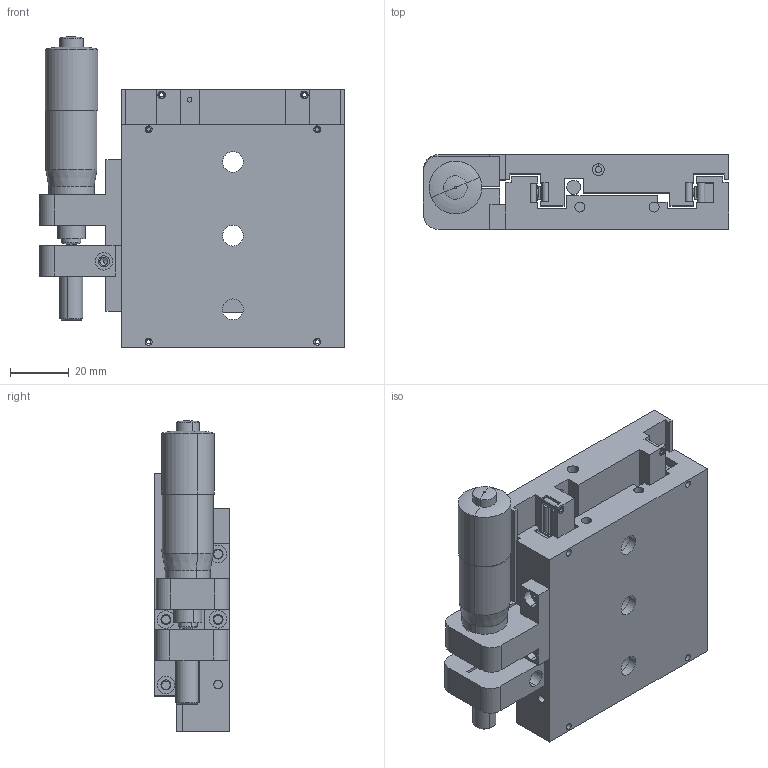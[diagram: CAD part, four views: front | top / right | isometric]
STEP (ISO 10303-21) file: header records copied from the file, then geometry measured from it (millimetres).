
FILE_DESCRIPTION (( 'STEP AP203' ), '1' );
FILE_NAME ('TSB28M-MH25.STEP', '2023-07-06T18:23:28', ( '' ), ( '' ), 'SwSTEP 2.0', 'SolidWorks 2019', '' );
FILE_SCHEMA (( 'CONFIG_CONTROL_DESIGN' ));
Length unit declared in the file: millimetre
Products named in the file (13): TSB28M-MH25; AMB Contact; Spring; AMB Clamp; MH Micrometer 25_retracted; Screw 5-16 in-18 x 1in set screw; Rod - 3-32 x 70mm; 1-8 in bearing strip filled; TSB28-M Top; TSB28 Base; TSB28M; Roll pin, 3-32 dia x 7-16in (SS)_92373A142; CompressionBar
Assembly tree (27 placements, depth 3):
  TSB28M-MH25
    TSB28M
      TSB28 Base
      CompressionBar
      Rod - 3-32 x 70mm  x8
      Spring
      TSB28-M Top
      AMB Clamp
      AMB Contact
      Screw 5-16 in-18 x 1in set screw
      1-8 in bearing strip filled  x2
      Roll pin, 3-32 dia x 7-16in (SS)_92373A142  x8
    MH Micrometer 25_retracted
Bounding box: 104.2 x 25.6 x 106 mm (x, y, z)
Volume: 154536.9 mm3; surface area: 63631.8 mm2
Topology: 24 solids, 50 shells, 584 faces, 1510 edges, 1001 vertices
Faces by surface type: cylinder 258, plane 214, cone 58, sphere 50, torus 4
Entity records: 15326 total; most frequent: DIRECTION 2511, CARTESIAN_POINT 2355, ORIENTED_EDGE 2178, EDGE_CURVE 1089, AXIS2_PLACEMENT_3D 967, VERTEX_POINT 723, VECTOR 577, LINE 577
